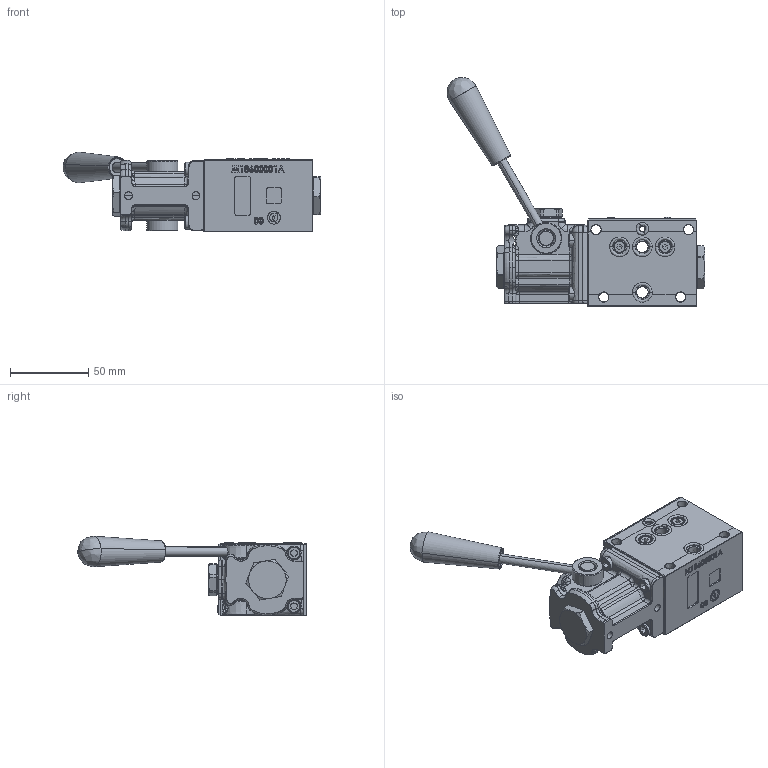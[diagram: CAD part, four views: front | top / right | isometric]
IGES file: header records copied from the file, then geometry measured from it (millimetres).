
Start section: SolidWorks IGES file using analytic representation for surfaces
Global section: file name: CD3LL---ZR92.igs; native system: SolidWorks 2012; preprocessor: SolidWorks 2012; author: serviziopdm; date: 131009.230757; units: millimetre
Bounding box: 164.45 x 146.1 x 50.75 mm (x, y, z)
Surface area: 52005.1 mm2 (no closed solid volume)
Topology: 0 solids, 0 shells, 827 faces, 13114 edges, 13108 vertices
Faces by surface type: bspline 522, revolution 305
